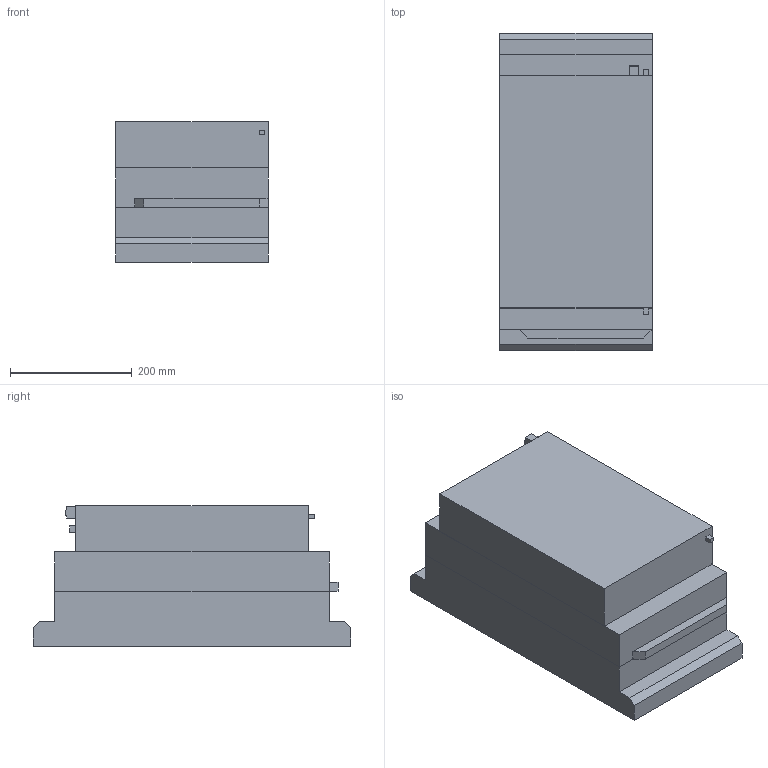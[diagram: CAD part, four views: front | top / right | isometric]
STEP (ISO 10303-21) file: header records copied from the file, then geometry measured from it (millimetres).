
FILE_DESCRIPTION(/* description */ (''),/* implementation_level */ '2;1');
FILE_NAME(/* name */ '3d_VLB30370A480.stp',/* time_stamp */ '2017-06-30T10:58:00+02:00',/* author */ ('Andrzej'),/* organization */ (''),/* preprocessor_version */ 'ST-DEVELOPER v15.5',/* originating_system */ 'AutoCAD Mechanical',/* authorisation */ '');
FILE_SCHEMA (('AUTOMOTIVE_DESIGN { 1 0 10303 214 3 1 1 }'));
Length unit declared in the file: millimetre
Products named in the file (1): Product
Bounding box: 250 x 520 x 230 mm (x, y, z)
Volume: 25297456.2 mm3; surface area: 1004821.7 mm2
Topology: 7 solids, 7 shells, 54 faces, 761 edges, 1311 vertices
Faces by surface type: plane 52, cylinder 2
Entity records: 6066 total; most frequent: CARTESIAN_POINT 2178, DIRECTION 964, LINE 668, VECTOR 668, TRIMMED_CURVE 641, ORIENTED_EDGE 240, AXIS2_PLACEMENT_3D 148, EDGE_CURVE 120
